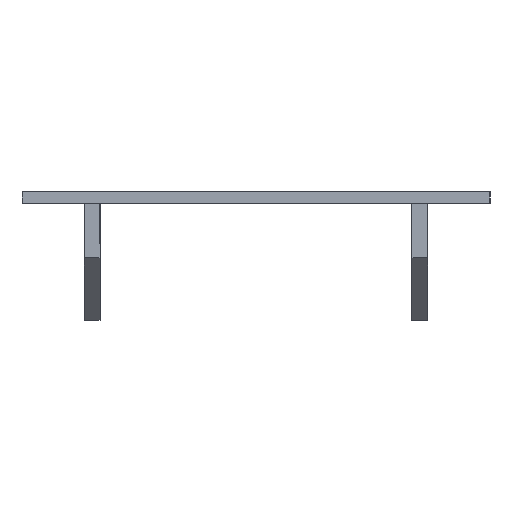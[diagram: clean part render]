
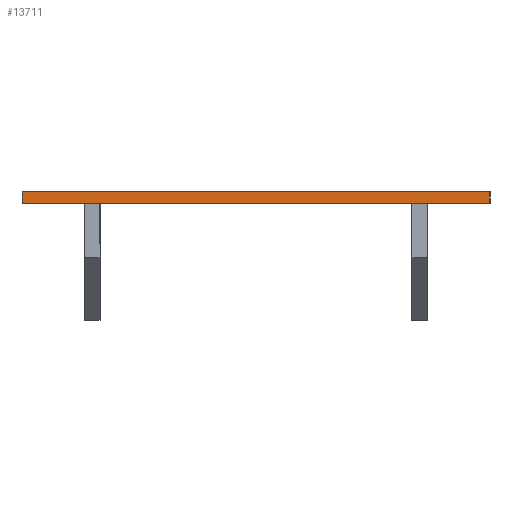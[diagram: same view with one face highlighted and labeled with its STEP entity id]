
A CAD part, left-side view. The second image highlights one B-rep face of the part: STEP entity #13711.
In plain terms, the highlighted planar face has unit normal (-1, 0, 0).
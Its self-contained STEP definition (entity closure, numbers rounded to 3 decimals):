
#2321 = EDGE_CURVE ( 'NONE', #12898, #7758, #22814, .T. ) ;
#4958 = EDGE_CURVE ( 'NONE', #19805, #7758, #12425, .T. ) ;
#4989 = VERTEX_POINT ( 'NONE', #5577 ) ;
#5259 = ORIENTED_EDGE ( 'NONE', *, *, #18453, .F. ) ;
#5577 = CARTESIAN_POINT ( 'NONE',  ( -400., 30., 1.5 ) ) ;
#6012 = ORIENTED_EDGE ( 'NONE', *, *, #16169, .T. ) ;
#6353 = CARTESIAN_POINT ( 'NONE',  ( -400., -30., 1.5 ) ) ;
#7758 = VERTEX_POINT ( 'NONE', #12406 ) ;
#8161 = ORIENTED_EDGE ( 'NONE', *, *, #2321, .F. ) ;
#9366 = VECTOR ( 'NONE', #22625, 1000. ) ;
#10151 = DIRECTION ( 'NONE',  ( 1., 0., 0. ) ) ;
#10616 = CARTESIAN_POINT ( 'NONE',  ( -400., 30., 0. ) ) ;
#11841 = PLANE ( 'NONE',  #22767 ) ;
#11985 = DIRECTION ( 'NONE',  ( 0., 0., -1. ) ) ;
#12406 = CARTESIAN_POINT ( 'NONE',  ( -400., -30., 0. ) ) ;
#12425 = LINE ( 'NONE', #16015, #22327 ) ;
#12517 = EDGE_LOOP ( 'NONE', ( #13604, #8161, #5259, #6012 ) ) ;
#12898 = VERTEX_POINT ( 'NONE', #13828 ) ;
#13604 = ORIENTED_EDGE ( 'NONE', *, *, #4958, .T. ) ;
#13635 = DIRECTION ( 'NONE',  ( 0., 0., -1. ) ) ;
#13711 = ADVANCED_FACE ( 'NONE', ( #17341 ), #11841, .F. ) ;
#13790 = DIRECTION ( 'NONE',  ( 0., 0., -1. ) ) ;
#13828 = CARTESIAN_POINT ( 'NONE',  ( -400., -30., 1.5 ) ) ;
#14458 = VECTOR ( 'NONE', #13790, 1000. ) ;
#15345 = CARTESIAN_POINT ( 'NONE',  ( -400., 30., 1.5 ) ) ;
#15426 = CARTESIAN_POINT ( 'NONE',  ( -400., 30., 1.5 ) ) ;
#16015 = CARTESIAN_POINT ( 'NONE',  ( -400., 30., 0. ) ) ;
#16169 = EDGE_CURVE ( 'NONE', #4989, #19805, #17390, .T. ) ;
#17341 = FACE_OUTER_BOUND ( 'NONE', #12517, .T. ) ;
#17390 = LINE ( 'NONE', #15345, #22932 ) ;
#18453 = EDGE_CURVE ( 'NONE', #4989, #12898, #20708, .T. ) ;
#19805 = VERTEX_POINT ( 'NONE', #10616 ) ;
#20582 = CARTESIAN_POINT ( 'NONE',  ( -400., 30., 1.5 ) ) ;
#20708 = LINE ( 'NONE', #20582, #9366 ) ;
#21081 = DIRECTION ( 'NONE',  ( 0., -1., 0. ) ) ;
#22327 = VECTOR ( 'NONE', #21081, 1000. ) ;
#22625 = DIRECTION ( 'NONE',  ( 0., -1., 0. ) ) ;
#22767 = AXIS2_PLACEMENT_3D ( 'NONE', #15426, #10151, #13635 ) ;
#22814 = LINE ( 'NONE', #6353, #14458 ) ;
#22932 = VECTOR ( 'NONE', #11985, 1000. ) ;
